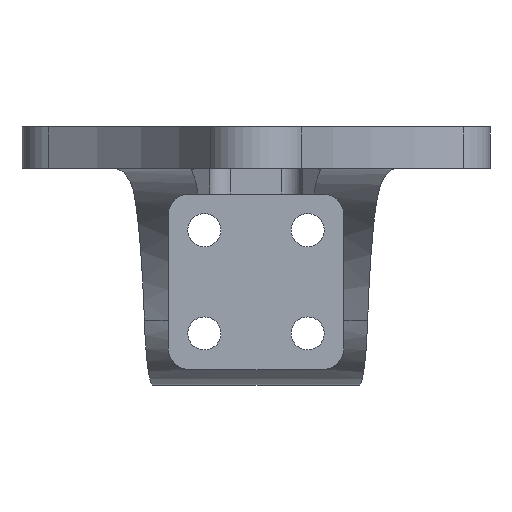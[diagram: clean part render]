
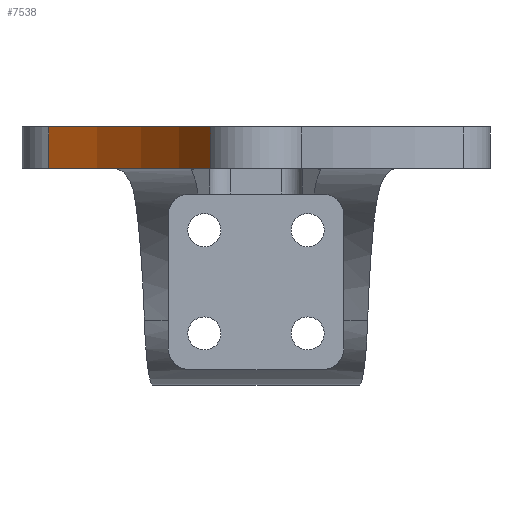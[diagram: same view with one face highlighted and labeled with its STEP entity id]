
A CAD part, front view. The second image highlights one B-rep face of the part: STEP entity #7538.
In plain terms, the highlighted cylindrical face has radius 40 mm (diameter 80 mm), a partial arc.
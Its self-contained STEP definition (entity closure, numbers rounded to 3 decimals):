
#44 = PLANE('',#45);
#45 = AXIS2_PLACEMENT_3D('',#46,#47,#48);
#46 = CARTESIAN_POINT('',(-24.,-31.,-4.));
#47 = DIRECTION('',(0.,0.,-1.));
#48 = DIRECTION('',(0.,-1.,0.));
#2533 = VERTEX_POINT('',#2534);
#2534 = CARTESIAN_POINT('',(-4.378,-72.592,
    -4.));
#2553 = CYLINDRICAL_SURFACE('',#2554,5.);
#2554 = AXIS2_PLACEMENT_3D('',#2555,#2556,#2557);
#2555 = CARTESIAN_POINT('',(0.,-70.178,
    0.));
#2556 = DIRECTION('',(0.,0.,1.));
#2557 = DIRECTION('',(0.,-1.,0.));
#2565 = EDGE_CURVE('',#2533,#2566,#2568,.T.);
#2566 = VERTEX_POINT('',#2567);
#2567 = CARTESIAN_POINT('',(-20.092,-56.878,
    -4.));
#2568 = SURFACE_CURVE('',#2569,(#2574,#2585),.PCURVE_S1.);
#2569 = CIRCLE('',#2570,40.);
#2570 = AXIS2_PLACEMENT_3D('',#2571,#2572,#2573);
#2571 = CARTESIAN_POINT('',(-39.406,-91.906,
    -4.));
#2572 = DIRECTION('',(0.,0.,1.));
#2573 = DIRECTION('',(0.,-1.,0.));
#2574 = PCURVE('',#44,#2575);
#2575 = DEFINITIONAL_REPRESENTATION('',(#2576),#2584);
#2576 = ( BOUNDED_CURVE() B_SPLINE_CURVE(2,(#2577,#2578,#2579,#2580,
#2581,#2582,#2583),.UNSPECIFIED.,.F.,.F.) B_SPLINE_CURVE_WITH_KNOTS((1,2
    ,2,2,2,1),(-2.094,0.,2.094,4.189,
6.283,8.378),.UNSPECIFIED.) CURVE() 
GEOMETRIC_REPRESENTATION_ITEM() RATIONAL_B_SPLINE_CURVE((1.,0.5,1.,0.5,
1.,0.5,1.)) REPRESENTATION_ITEM('') );
#2577 = CARTESIAN_POINT('',(100.906,15.406));
#2578 = CARTESIAN_POINT('',(100.906,-53.876));
#2579 = CARTESIAN_POINT('',(40.906,-19.235));
#2580 = CARTESIAN_POINT('',(-19.094,15.406));
#2581 = CARTESIAN_POINT('',(40.906,50.047));
#2582 = CARTESIAN_POINT('',(100.906,84.688));
#2583 = CARTESIAN_POINT('',(100.906,15.406));
#2584 = ( GEOMETRIC_REPRESENTATION_CONTEXT(2) 
PARAMETRIC_REPRESENTATION_CONTEXT() REPRESENTATION_CONTEXT('2D SPACE',''
  ) );
#2585 = PCURVE('',#2586,#2591);
#2586 = CYLINDRICAL_SURFACE('',#2587,40.);
#2587 = AXIS2_PLACEMENT_3D('',#2588,#2589,#2590);
#2588 = CARTESIAN_POINT('',(-39.406,-91.906,
    0.));
#2589 = DIRECTION('',(0.,0.,1.));
#2590 = DIRECTION('',(0.,-1.,0.));
#2591 = DEFINITIONAL_REPRESENTATION('',(#2592),#2596);
#2592 = LINE('',#2593,#2594);
#2593 = CARTESIAN_POINT('',(0.,-4.));
#2594 = VECTOR('',#2595,1.);
#2595 = DIRECTION('',(1.,0.));
#2596 = ( GEOMETRIC_REPRESENTATION_CONTEXT(2) 
PARAMETRIC_REPRESENTATION_CONTEXT() REPRESENTATION_CONTEXT('2D SPACE',''
  ) );
#2617 = CYLINDRICAL_SURFACE('',#2618,5.);
#2618 = AXIS2_PLACEMENT_3D('',#2619,#2620,#2621);
#2619 = CARTESIAN_POINT('',(-17.678,-52.5,0.));
#2620 = DIRECTION('',(0.,0.,1.));
#2621 = DIRECTION('',(0.,-1.,0.));
#3391 = PLANE('',#3392);
#3392 = AXIS2_PLACEMENT_3D('',#3393,#3394,#3395);
#3393 = CARTESIAN_POINT('',(-24.,-76.,0.));
#3394 = DIRECTION('',(0.,0.,1.));
#3395 = DIRECTION('',(0.,1.,0.));
#7493 = VERTEX_POINT('',#7494);
#7494 = CARTESIAN_POINT('',(-20.092,-56.878,
    0.));
#7518 = EDGE_CURVE('',#7493,#2566,#7519,.T.);
#7519 = SURFACE_CURVE('',#7520,(#7524,#7531),.PCURVE_S1.);
#7520 = LINE('',#7521,#7522);
#7521 = CARTESIAN_POINT('',(-20.092,-56.878,
    0.));
#7522 = VECTOR('',#7523,1.);
#7523 = DIRECTION('',(0.,0.,-1.));
#7524 = PCURVE('',#2617,#7525);
#7525 = DEFINITIONAL_REPRESENTATION('',(#7526),#7530);
#7526 = LINE('',#7527,#7528);
#7527 = CARTESIAN_POINT('',(5.779,0.));
#7528 = VECTOR('',#7529,1.);
#7529 = DIRECTION('',(0.,-1.));
#7530 = ( GEOMETRIC_REPRESENTATION_CONTEXT(2) 
PARAMETRIC_REPRESENTATION_CONTEXT() REPRESENTATION_CONTEXT('2D SPACE',''
  ) );
#7531 = PCURVE('',#2586,#7532);
#7532 = DEFINITIONAL_REPRESENTATION('',(#7533),#7537);
#7533 = LINE('',#7534,#7535);
#7534 = CARTESIAN_POINT('',(2.638,0.));
#7535 = VECTOR('',#7536,1.);
#7536 = DIRECTION('',(0.,-1.));
#7537 = ( GEOMETRIC_REPRESENTATION_CONTEXT(2) 
PARAMETRIC_REPRESENTATION_CONTEXT() REPRESENTATION_CONTEXT('2D SPACE',''
  ) );
#7538 = ADVANCED_FACE('',(#7539),#2586,.F.);
#7539 = FACE_BOUND('',#7540,.F.);
#7540 = EDGE_LOOP('',(#7541,#7565,#7586,#7587));
#7541 = ORIENTED_EDGE('',*,*,#7542,.F.);
#7542 = EDGE_CURVE('',#7543,#7493,#7545,.T.);
#7543 = VERTEX_POINT('',#7544);
#7544 = CARTESIAN_POINT('',(-4.378,-72.592,
    0.));
#7545 = SURFACE_CURVE('',#7546,(#7551,#7558),.PCURVE_S1.);
#7546 = CIRCLE('',#7547,40.);
#7547 = AXIS2_PLACEMENT_3D('',#7548,#7549,#7550);
#7548 = CARTESIAN_POINT('',(-39.406,-91.906,
    0.));
#7549 = DIRECTION('',(0.,0.,1.));
#7550 = DIRECTION('',(0.,-1.,0.));
#7551 = PCURVE('',#2586,#7552);
#7552 = DEFINITIONAL_REPRESENTATION('',(#7553),#7557);
#7553 = LINE('',#7554,#7555);
#7554 = CARTESIAN_POINT('',(0.,0.));
#7555 = VECTOR('',#7556,1.);
#7556 = DIRECTION('',(1.,0.));
#7557 = ( GEOMETRIC_REPRESENTATION_CONTEXT(2) 
PARAMETRIC_REPRESENTATION_CONTEXT() REPRESENTATION_CONTEXT('2D SPACE',''
  ) );
#7558 = PCURVE('',#3391,#7559);
#7559 = DEFINITIONAL_REPRESENTATION('',(#7560),#7564);
#7560 = CIRCLE('',#7561,40.);
#7561 = AXIS2_PLACEMENT_2D('',#7562,#7563);
#7562 = CARTESIAN_POINT('',(-15.906,15.406));
#7563 = DIRECTION('',(-1.,0.));
#7564 = ( GEOMETRIC_REPRESENTATION_CONTEXT(2) 
PARAMETRIC_REPRESENTATION_CONTEXT() REPRESENTATION_CONTEXT('2D SPACE',''
  ) );
#7565 = ORIENTED_EDGE('',*,*,#7566,.T.);
#7566 = EDGE_CURVE('',#7543,#2533,#7567,.T.);
#7567 = SURFACE_CURVE('',#7568,(#7572,#7579),.PCURVE_S1.);
#7568 = LINE('',#7569,#7570);
#7569 = CARTESIAN_POINT('',(-4.378,-72.592,
    0.));
#7570 = VECTOR('',#7571,1.);
#7571 = DIRECTION('',(0.,0.,-1.));
#7572 = PCURVE('',#2586,#7573);
#7573 = DEFINITIONAL_REPRESENTATION('',(#7574),#7578);
#7574 = LINE('',#7575,#7576);
#7575 = CARTESIAN_POINT('',(2.075,0.));
#7576 = VECTOR('',#7577,1.);
#7577 = DIRECTION('',(0.,-1.));
#7578 = ( GEOMETRIC_REPRESENTATION_CONTEXT(2) 
PARAMETRIC_REPRESENTATION_CONTEXT() REPRESENTATION_CONTEXT('2D SPACE',''
  ) );
#7579 = PCURVE('',#2553,#7580);
#7580 = DEFINITIONAL_REPRESENTATION('',(#7581),#7585);
#7581 = LINE('',#7582,#7583);
#7582 = CARTESIAN_POINT('',(5.216,0.));
#7583 = VECTOR('',#7584,1.);
#7584 = DIRECTION('',(0.,-1.));
#7585 = ( GEOMETRIC_REPRESENTATION_CONTEXT(2) 
PARAMETRIC_REPRESENTATION_CONTEXT() REPRESENTATION_CONTEXT('2D SPACE',''
  ) );
#7586 = ORIENTED_EDGE('',*,*,#2565,.T.);
#7587 = ORIENTED_EDGE('',*,*,#7518,.F.);
